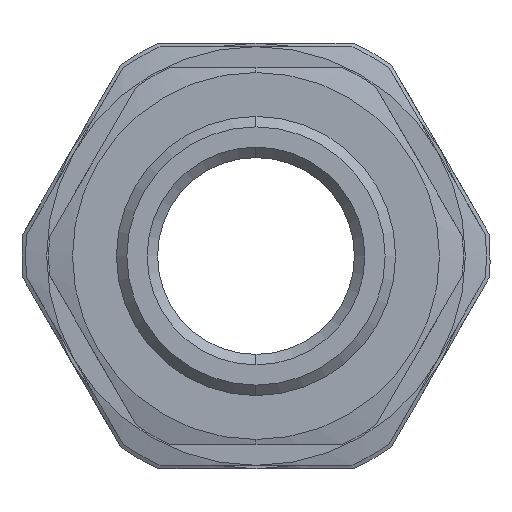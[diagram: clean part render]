
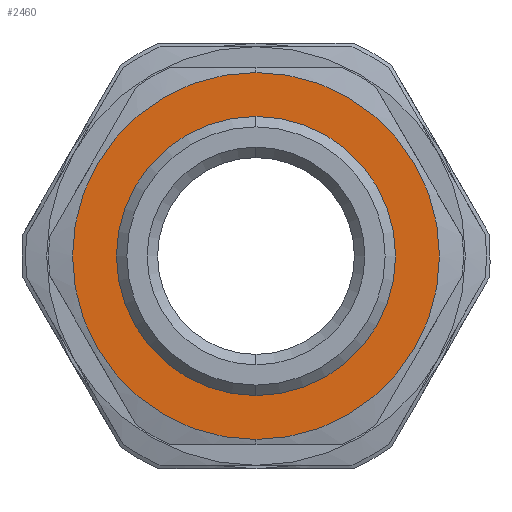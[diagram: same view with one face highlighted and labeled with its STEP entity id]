
A CAD part, left-side view. The second image highlights one B-rep face of the part: STEP entity #2460.
In plain terms, the highlighted planar face has unit normal (-1, 0, 0).
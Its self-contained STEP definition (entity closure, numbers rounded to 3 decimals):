
#185 = FACE_BOUND ( 'NONE', #482, .T. ) ;
#201 = DIRECTION ( 'NONE',  ( 1., 0., 0. ) ) ;
#295 = CARTESIAN_POINT ( 'NONE',  ( 10.3, 0., 13.15 ) ) ;
#391 = AXIS2_PLACEMENT_3D ( 'NONE', #2804, #698, #3468 ) ;
#482 = EDGE_LOOP ( 'NONE', ( #3908, #1557 ) ) ;
#483 = CIRCLE ( 'NONE', #3002, 13.15 ) ;
#524 = EDGE_CURVE ( 'NONE', #3893, #580, #2463, .T. ) ;
#580 = VERTEX_POINT ( 'NONE', #295 ) ;
#698 = DIRECTION ( 'NONE',  ( 1., 0., 0. ) ) ;
#708 = DIRECTION ( 'NONE',  ( 0., 0., -1. ) ) ;
#726 = DIRECTION ( 'NONE',  ( 0., 0., -1. ) ) ;
#881 = DIRECTION ( 'NONE',  ( 0., 0., -1. ) ) ;
#893 = AXIS2_PLACEMENT_3D ( 'NONE', #2447, #2802, #708 ) ;
#1041 = CIRCLE ( 'NONE', #893, 10. ) ;
#1285 = ORIENTED_EDGE ( 'NONE', *, *, #524, .F. ) ;
#1340 = ORIENTED_EDGE ( 'NONE', *, *, #2192, .F. ) ;
#1557 = ORIENTED_EDGE ( 'NONE', *, *, #2497, .T. ) ;
#1558 = EDGE_CURVE ( 'NONE', #2628, #1762, #1041, .T. ) ;
#1626 = DIRECTION ( 'NONE',  ( 1., 0., 0. ) ) ;
#1762 = VERTEX_POINT ( 'NONE', #3104 ) ;
#1964 = CARTESIAN_POINT ( 'NONE',  ( 10.3, 0., 0. ) ) ;
#2178 = FACE_OUTER_BOUND ( 'NONE', #3712, .T. ) ;
#2192 = EDGE_CURVE ( 'NONE', #580, #3893, #483, .T. ) ;
#2447 = CARTESIAN_POINT ( 'NONE',  ( 10.3, 0., 0. ) ) ;
#2460 = ADVANCED_FACE ( 'NONE', ( #2178, #185 ), #3129, .F. ) ;
#2463 = CIRCLE ( 'NONE', #2753, 13.15 ) ;
#2497 = EDGE_CURVE ( 'NONE', #1762, #2628, #3681, .T. ) ;
#2563 = CARTESIAN_POINT ( 'NONE',  ( 10.3, 0., -10. ) ) ;
#2628 = VERTEX_POINT ( 'NONE', #2563 ) ;
#2659 = DIRECTION ( 'NONE',  ( 0., 0., -1. ) ) ;
#2753 = AXIS2_PLACEMENT_3D ( 'NONE', #1964, #201, #2659 ) ;
#2791 = CARTESIAN_POINT ( 'NONE',  ( 10.3, 10., 0. ) ) ;
#2802 = DIRECTION ( 'NONE',  ( 1., 0., 0. ) ) ;
#2804 = CARTESIAN_POINT ( 'NONE',  ( 10.3, 0., 0. ) ) ;
#3002 = AXIS2_PLACEMENT_3D ( 'NONE', #4017, #1626, #881 ) ;
#3099 = CARTESIAN_POINT ( 'NONE',  ( 10.3, 0., -13.15 ) ) ;
#3104 = CARTESIAN_POINT ( 'NONE',  ( 10.3, 0., 10. ) ) ;
#3129 = PLANE ( 'NONE',  #4440 ) ;
#3165 = DIRECTION ( 'NONE',  ( 1., 0., 0. ) ) ;
#3468 = DIRECTION ( 'NONE',  ( 0., 0., -1. ) ) ;
#3681 = CIRCLE ( 'NONE', #391, 10. ) ;
#3712 = EDGE_LOOP ( 'NONE', ( #1285, #1340 ) ) ;
#3893 = VERTEX_POINT ( 'NONE', #3099 ) ;
#3908 = ORIENTED_EDGE ( 'NONE', *, *, #1558, .T. ) ;
#4017 = CARTESIAN_POINT ( 'NONE',  ( 10.3, 0., 0. ) ) ;
#4440 = AXIS2_PLACEMENT_3D ( 'NONE', #2791, #3165, #726 ) ;
